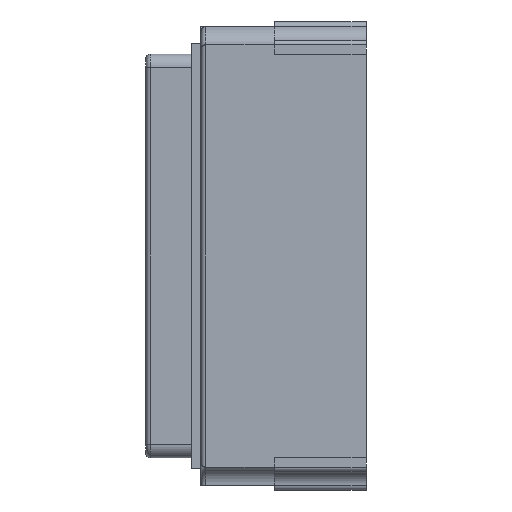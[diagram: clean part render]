
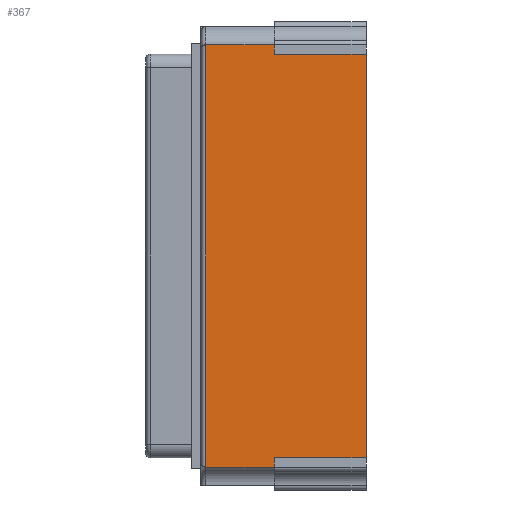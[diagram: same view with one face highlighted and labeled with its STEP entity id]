
A CAD part, left-side view. The second image highlights one B-rep face of the part: STEP entity #367.
In plain terms, the highlighted planar face has unit normal (-1, 0, 0).
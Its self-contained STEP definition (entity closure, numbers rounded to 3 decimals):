
#68 = LINE ( 'NONE', #627, #2503 ) ;
#97 = CARTESIAN_POINT ( 'NONE',  ( -1.6, 0.5, -1.1 ) ) ;
#120 = ORIENTED_EDGE ( 'NONE', *, *, #3393, .T. ) ;
#135 = ORIENTED_EDGE ( 'NONE', *, *, #176, .F. ) ;
#176 = EDGE_CURVE ( 'NONE', #1465, #3092, #1155, .T. ) ;
#292 = EDGE_LOOP ( 'NONE', ( #1338, #3645, #1912, #1403, #120, #872, #135, #2702 ) ) ;
#307 = VECTOR ( 'NONE', #3259, 1000. ) ;
#316 = CARTESIAN_POINT ( 'NONE',  ( -1.6, 0.5, 1.1 ) ) ;
#322 = EDGE_CURVE ( 'NONE', #3597, #334, #68, .T. ) ;
#334 = VERTEX_POINT ( 'NONE', #749 ) ;
#367 = ADVANCED_FACE ( 'NONE', ( #642 ), #455, .F. ) ;
#394 = EDGE_CURVE ( 'NONE', #1465, #3195, #3674, .T. ) ;
#401 = VECTOR ( 'NONE', #1429, 1000. ) ;
#416 = LINE ( 'NONE', #2959, #2122 ) ;
#455 = PLANE ( 'NONE',  #1136 ) ;
#526 = VECTOR ( 'NONE', #2451, 1000. ) ;
#627 = CARTESIAN_POINT ( 'NONE',  ( -1.6, 0.5, -1.1 ) ) ;
#642 = FACE_OUTER_BOUND ( 'NONE', #292, .T. ) ;
#744 = LINE ( 'NONE', #2163, #526 ) ;
#749 = CARTESIAN_POINT ( 'NONE',  ( -1.6, 0.5, -1.15 ) ) ;
#872 = ORIENTED_EDGE ( 'NONE', *, *, #2735, .T. ) ;
#888 = CARTESIAN_POINT ( 'NONE',  ( -1.6, 0.875, 1.15 ) ) ;
#964 = LINE ( 'NONE', #973, #307 ) ;
#973 = CARTESIAN_POINT ( 'NONE',  ( -1.6, 0., -1.15 ) ) ;
#1003 = DIRECTION ( 'NONE',  ( 1., 0., 0. ) ) ;
#1025 = CARTESIAN_POINT ( 'NONE',  ( -1.6, 0.5, 1.15 ) ) ;
#1074 = DIRECTION ( 'NONE',  ( 0., -1., 0. ) ) ;
#1136 = AXIS2_PLACEMENT_3D ( 'NONE', #3610, #1003, #2994 ) ;
#1155 = LINE ( 'NONE', #1726, #401 ) ;
#1338 = ORIENTED_EDGE ( 'NONE', *, *, #3590, .T. ) ;
#1361 = VERTEX_POINT ( 'NONE', #3378 ) ;
#1403 = ORIENTED_EDGE ( 'NONE', *, *, #322, .F. ) ;
#1429 = DIRECTION ( 'NONE',  ( 0., -1., 0. ) ) ;
#1463 = DIRECTION ( 'NONE',  ( 0., 0., 1. ) ) ;
#1465 = VERTEX_POINT ( 'NONE', #316 ) ;
#1726 = CARTESIAN_POINT ( 'NONE',  ( -1.6, 0.5, 1.1 ) ) ;
#1815 = VECTOR ( 'NONE', #1074, 1000. ) ;
#1912 = ORIENTED_EDGE ( 'NONE', *, *, #2296, .T. ) ;
#2122 = VECTOR ( 'NONE', #3240, 1000. ) ;
#2158 = VECTOR ( 'NONE', #3279, 1000. ) ;
#2163 = CARTESIAN_POINT ( 'NONE',  ( -1.6, 0.875, -1.15 ) ) ;
#2296 = EDGE_CURVE ( 'NONE', #1361, #334, #964, .T. ) ;
#2360 = VECTOR ( 'NONE', #1463, 1000. ) ;
#2370 = DIRECTION ( 'NONE',  ( 0., 0., -1. ) ) ;
#2402 = LINE ( 'NONE', #2591, #2360 ) ;
#2451 = DIRECTION ( 'NONE',  ( 0., 0., -1. ) ) ;
#2503 = VECTOR ( 'NONE', #2370, 1000. ) ;
#2591 = CARTESIAN_POINT ( 'NONE',  ( -1.6, 0., 1.25 ) ) ;
#2670 = CARTESIAN_POINT ( 'NONE',  ( -1.6, 0., 1.1 ) ) ;
#2702 = ORIENTED_EDGE ( 'NONE', *, *, #394, .T. ) ;
#2735 = EDGE_CURVE ( 'NONE', #3181, #3092, #2402, .T. ) ;
#2782 = EDGE_CURVE ( 'NONE', #3495, #1361, #744, .T. ) ;
#2828 = CARTESIAN_POINT ( 'NONE',  ( -1.6, 0.5, -1.1 ) ) ;
#2959 = CARTESIAN_POINT ( 'NONE',  ( -1.6, 0., 1.15 ) ) ;
#2960 = CARTESIAN_POINT ( 'NONE',  ( -1.6, 0., -1.1 ) ) ;
#2994 = DIRECTION ( 'NONE',  ( 0., 0., -1. ) ) ;
#3092 = VERTEX_POINT ( 'NONE', #2670 ) ;
#3181 = VERTEX_POINT ( 'NONE', #2960 ) ;
#3195 = VERTEX_POINT ( 'NONE', #1025 ) ;
#3240 = DIRECTION ( 'NONE',  ( 0., 1., 0. ) ) ;
#3259 = DIRECTION ( 'NONE',  ( 0., -1., 0. ) ) ;
#3279 = DIRECTION ( 'NONE',  ( 0., 0., 1. ) ) ;
#3378 = CARTESIAN_POINT ( 'NONE',  ( -1.6, 0.875, -1.15 ) ) ;
#3393 = EDGE_CURVE ( 'NONE', #3597, #3181, #3553, .T. ) ;
#3495 = VERTEX_POINT ( 'NONE', #888 ) ;
#3553 = LINE ( 'NONE', #2828, #1815 ) ;
#3576 = CARTESIAN_POINT ( 'NONE',  ( -1.6, 0.5, 1.1 ) ) ;
#3590 = EDGE_CURVE ( 'NONE', #3195, #3495, #416, .T. ) ;
#3597 = VERTEX_POINT ( 'NONE', #97 ) ;
#3610 = CARTESIAN_POINT ( 'NONE',  ( -1.6, 0.9, 1.25 ) ) ;
#3645 = ORIENTED_EDGE ( 'NONE', *, *, #2782, .T. ) ;
#3674 = LINE ( 'NONE', #3576, #2158 ) ;
